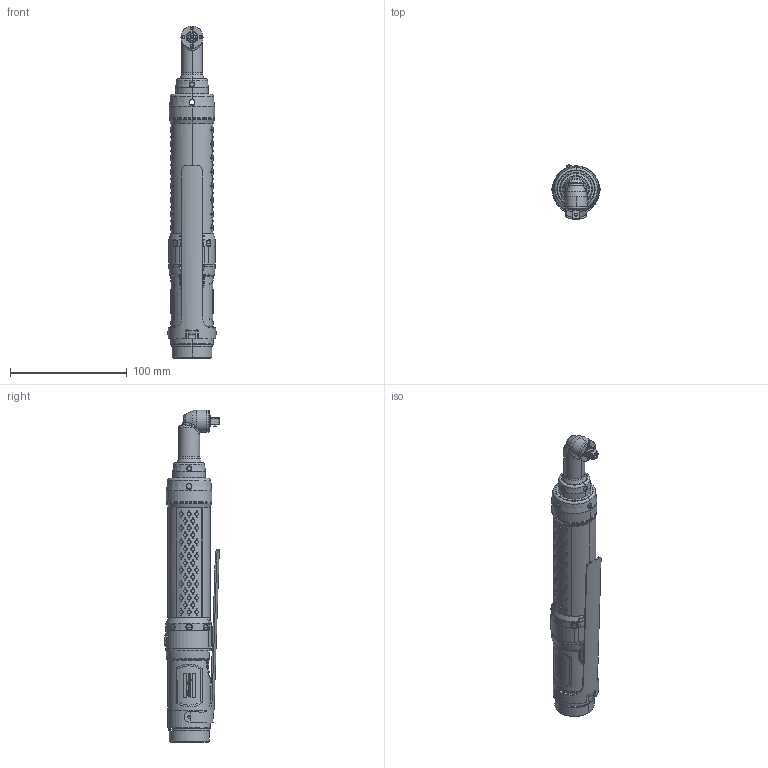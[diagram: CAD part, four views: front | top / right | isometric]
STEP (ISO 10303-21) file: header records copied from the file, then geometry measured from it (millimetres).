
FILE_DESCRIPTION((''),'2;1');
FILE_NAME('TMP95513_SW','2010-06-28T',('tootsn'),(''),'PRO/ENGINEER BY PARAMETRIC TECHNOLOGY CORPORATION, 2008310','PRO/ENGINEER BY PARAMETRIC TECHNOLOGY CORPORATION, 2008310','');
FILE_SCHEMA(('CONFIG_CONTROL_DESIGN', 'GEOMETRIC_VALIDATION_PROPERTIES_MIM'));
Length unit declared in the file: millimetre
Products named in the file (1): TMP95513_SW
Bounding box: 41.9 x 46.97 x 284.77 mm (x, y, z)
Surface area: 48705.4 mm2 (no closed solid volume)
Topology: 0 solids, 86 shells, 486 faces, 3087 edges, 2589 vertices
Faces by surface type: bspline 169, cylinder 157, plane 50, cone 47, torus 37, sphere 26
Entity records: 45421 total; most frequent: CARTESIAN_POINT 23547, ORIENTED_EDGE 3685, EDGE_CURVE 3061, VERTEX_POINT 2589, DIRECTION 2132, B_SPLINE_CURVE_WITH_KNOTS 2021, AXIS2_PLACEMENT_3D 775, EDGE_LOOP 620
